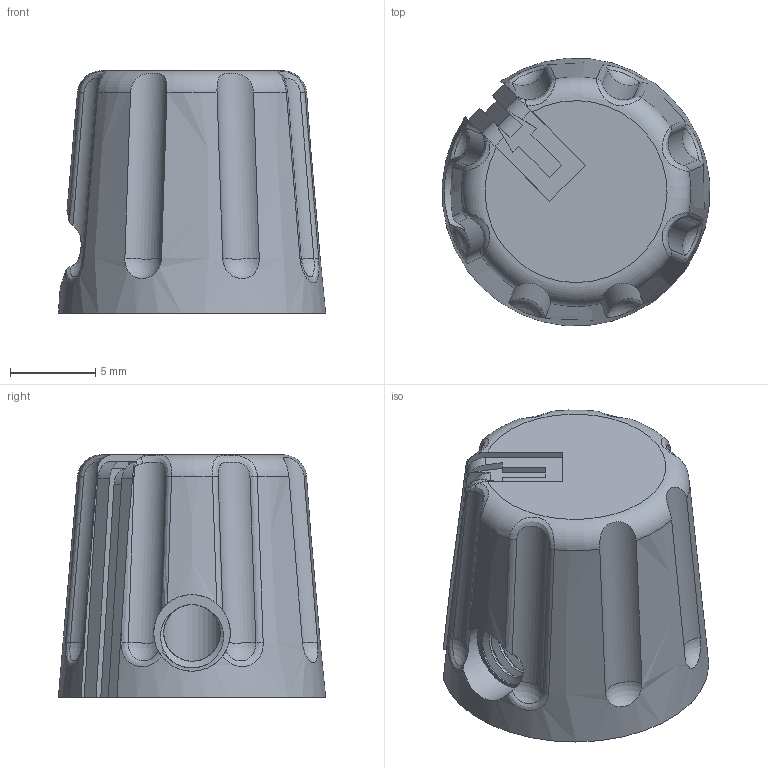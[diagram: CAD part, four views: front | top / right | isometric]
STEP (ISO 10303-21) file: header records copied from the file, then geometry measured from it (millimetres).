
FILE_DESCRIPTION(/* description */ (''),/* implementation_level */ '2;1');
FILE_NAME(/* name */ 'F18 Bleed Air Knob - Top V3.step',/* time_stamp */ '2025-08-10T09:32:45+08:00',/* author */ (''),/* organization */ (''),/* preprocessor_version */ 'ST-DEVELOPER v20.1',/* originating_system */ 'Autodesk Translation Framework v14.10.0.0',/* authorisation */ '');
FILE_SCHEMA (('AUTOMOTIVE_DESIGN { 1 0 10303 214 3 1 1 }'));
Length unit declared in the file: millimetre
Products named in the file (1): Top knob
Bounding box: 15.69 x 15.69 x 14.22 mm (x, y, z)
Volume: 1453.4 mm3; surface area: 1739.7 mm2
Topology: 1 solids, 1 shells, 116 faces, 318 edges, 205 vertices
Faces by surface type: cylinder 37, bspline 36, plane 32, sphere 8, cone 2, torus 1
Full cylindrical faces by diameter (mm): 3.332 x5, 4.109 x4, 4.5 x1
Entity records: 6516 total; most frequent: CARTESIAN_POINT 3899, ORIENTED_EDGE 636, DIRECTION 390, EDGE_CURVE 318, VERTEX_POINT 205, B_SPLINE_CURVE_WITH_KNOTS 152, AXIS2_PLACEMENT_3D 145, EDGE_LOOP 119
